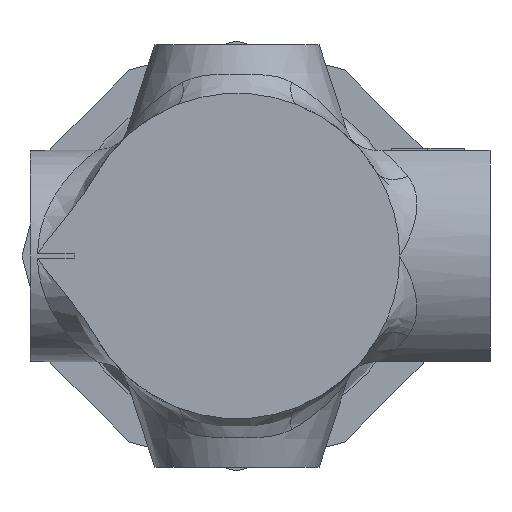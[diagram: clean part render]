
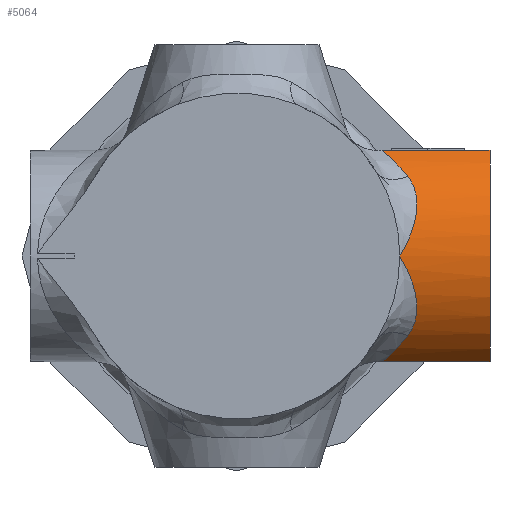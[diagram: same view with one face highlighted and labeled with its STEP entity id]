
A CAD part, front view. The second image highlights one B-rep face of the part: STEP entity #5064.
In plain terms, the highlighted cylindrical face has radius 11.3 mm (diameter 22.6 mm), a partial arc.
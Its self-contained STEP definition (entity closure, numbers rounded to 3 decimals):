
#75 = CARTESIAN_POINT ( 'NONE',  ( 16.09, -9.002, -3.4 ) ) ;
#126 = CARTESIAN_POINT ( 'NONE',  ( 15.409, -6.966, -7.155 ) ) ;
#135 = VERTEX_POINT ( 'NONE', #2511 ) ;
#150 = EDGE_CURVE ( 'NONE', #7058, #7751, #2407, .T. ) ;
#209 = CARTESIAN_POINT ( 'NONE',  ( 14.759, -9.52, 0.144 ) ) ;
#266 = CARTESIAN_POINT ( 'NONE',  ( 15.971, -7.699, 6.159 ) ) ;
#598 = ORIENTED_EDGE ( 'NONE', *, *, #4386, .T. ) ;
#632 = VERTEX_POINT ( 'NONE', #7093 ) ;
#668 = CARTESIAN_POINT ( 'NONE',  ( 15.835, -9.257, -2.444 ) ) ;
#784 = CARTESIAN_POINT ( 'NONE',  ( 22.8, -4.3, -9.525 ) ) ;
#809 = EDGE_CURVE ( 'NONE', #135, #7058, #2879, .T. ) ;
#889 = CARTESIAN_POINT ( 'NONE',  ( 13.095, -4.3, 9.525 ) ) ;
#905 = ORIENTED_EDGE ( 'NONE', *, *, #6407, .F. ) ;
#1272 = CARTESIAN_POINT ( 'NONE',  ( 15.095, -9.497, -0.74 ) ) ;
#1330 = CARTESIAN_POINT ( 'NONE',  ( 16.188, -8.781, -4.033 ) ) ;
#1475 = CARTESIAN_POINT ( 'NONE',  ( 14.67, -9.52, 0. ) ) ;
#1553 = CARTESIAN_POINT ( 'NONE',  ( 15.856, -9.269, 2.455 ) ) ;
#1751 = ORIENTED_EDGE ( 'NONE', *, *, #809, .T. ) ;
#1798 = ORIENTED_EDGE ( 'NONE', *, *, #3446, .T. ) ;
#1920 = CARTESIAN_POINT ( 'NONE',  ( 15.469, -9.425, -1.5 ) ) ;
#1932 = AXIS2_PLACEMENT_3D ( 'NONE', #7539, #3662, #4981 ) ;
#1950 = CARTESIAN_POINT ( 'NONE',  ( 14.847, -9.517, -0.293 ) ) ;
#1988 = CARTESIAN_POINT ( 'NONE',  ( 13.881, -5.275, 8.847 ) ) ;
#1990 = AXIS2_PLACEMENT_3D ( 'NONE', #2288, #4779, #3594 ) ;
#2114 = CARTESIAN_POINT ( 'NONE',  ( 13.879, -5.273, -8.849 ) ) ;
#2182 = VECTOR ( 'NONE', #7918, 1000. ) ;
#2288 = CARTESIAN_POINT ( 'NONE',  ( 22.8, 1.78, 0. ) ) ;
#2344 = VERTEX_POINT ( 'NONE', #6405 ) ;
#2407 = B_SPLINE_CURVE_WITH_KNOTS ( 'NONE', 3,
 ( #2600, #4496, #1988, #3875, #7102, #3234 ),
 .UNSPECIFIED., .F., .F.,
 ( 4, 2, 4 ),
 ( 0., 0.002, 0.004 ),
 .UNSPECIFIED. ) ;
#2498 = CARTESIAN_POINT ( 'NONE',  ( 15.327, -9.461, -1.193 ) ) ;
#2511 = CARTESIAN_POINT ( 'NONE',  ( 22.8, -4.3, 9.525 ) ) ;
#2600 = CARTESIAN_POINT ( 'NONE',  ( 13.095, -4.3, 9.525 ) ) ;
#2700 = CARTESIAN_POINT ( 'NONE',  ( 15.738, -7.343, -6.676 ) ) ;
#2723 = CARTESIAN_POINT ( 'NONE',  ( 15.734, -7.338, 6.682 ) ) ;
#2727 = CARTESIAN_POINT ( 'NONE',  ( 14.659, -6.162, -8.06 ) ) ;
#2843 = CARTESIAN_POINT ( 'NONE',  ( 15.331, -9.46, 1.201 ) ) ;
#2879 = LINE ( 'NONE', #4192, #3284 ) ;
#2974 = ORIENTED_EDGE ( 'NONE', *, *, #6643, .T. ) ;
#3182 = B_SPLINE_CURVE_WITH_KNOTS ( 'NONE', 3,
 ( #4654, #6665, #2727, #2114, #4621, #6603 ),
 .UNSPECIFIED., .F., .F.,
 ( 4, 2, 4 ),
 ( 0., 0.002, 0.004 ),
 .UNSPECIFIED. ) ;
#3222 = CARTESIAN_POINT ( 'NONE',  ( 15.014, -9.506, -0.591 ) ) ;
#3234 = CARTESIAN_POINT ( 'NONE',  ( 15.409, -6.966, 7.155 ) ) ;
#3284 = VECTOR ( 'NONE', #4170, 1000. ) ;
#3390 = CARTESIAN_POINT ( 'NONE',  ( 16.181, -8.211, 5.29 ) ) ;
#3446 = EDGE_CURVE ( 'NONE', #7641, #2344, #3182, .T. ) ;
#3462 = B_SPLINE_CURVE_WITH_KNOTS ( 'NONE', 3,
 ( #7939, #3469, #2723, #266, #7230, #3390, #4136, #5312, #4106, #5972, #1553, #5285, #2843, #6632, #4028, #7973, #209, #1475 ),
 .UNSPECIFIED., .F., .F.,
 ( 4, 2, 2, 2, 2, 2, 2, 2, 4 ),
 ( 0., 0.001, 0.002, 0.003, 0.004, 0.006, 0.007, 0.008, 0.008 ),
 .UNSPECIFIED. ) ;
#3469 = CARTESIAN_POINT ( 'NONE',  ( 15.587, -7.153, 6.926 ) ) ;
#3549 = CYLINDRICAL_SURFACE ( 'NONE', #1932, 11.3 ) ;
#3594 = DIRECTION ( 'NONE',  ( 0., 0., -1. ) ) ;
#3662 = DIRECTION ( 'NONE',  ( -1., 0., 0. ) ) ;
#3762 = CARTESIAN_POINT ( 'NONE',  ( 15.409, -6.966, -7.155 ) ) ;
#3863 = CARTESIAN_POINT ( 'NONE',  ( 14.759, -9.52, -0.145 ) ) ;
#3875 = CARTESIAN_POINT ( 'NONE',  ( 14.658, -6.162, 8.06 ) ) ;
#4028 = CARTESIAN_POINT ( 'NONE',  ( 15.016, -9.505, 0.593 ) ) ;
#4106 = CARTESIAN_POINT ( 'NONE',  ( 16.19, -8.774, 4.052 ) ) ;
#4136 = CARTESIAN_POINT ( 'NONE',  ( 16.21, -8.365, 4.988 ) ) ;
#4170 = DIRECTION ( 'NONE',  ( -1., 0., 0. ) ) ;
#4192 = CARTESIAN_POINT ( 'NONE',  ( 22.8, -4.3, 9.525 ) ) ;
#4386 = EDGE_CURVE ( 'NONE', #6383, #7641, #6187, .T. ) ;
#4414 = CARTESIAN_POINT ( 'NONE',  ( 15.409, -6.966, 7.155 ) ) ;
#4484 = CARTESIAN_POINT ( 'NONE',  ( 15.722, -9.323, -2.124 ) ) ;
#4496 = CARTESIAN_POINT ( 'NONE',  ( 13.486, -4.804, 9.203 ) ) ;
#4621 = CARTESIAN_POINT ( 'NONE',  ( 13.484, -4.802, -9.204 ) ) ;
#4654 = CARTESIAN_POINT ( 'NONE',  ( 15.409, -6.966, -7.155 ) ) ;
#4779 = DIRECTION ( 'NONE',  ( 1., 0., 0. ) ) ;
#4788 = LINE ( 'NONE', #784, #2182 ) ;
#4981 = DIRECTION ( 'NONE',  ( 0., 0., 1. ) ) ;
#5064 = ADVANCED_FACE ( 'NONE', ( #5945 ), #3549, .T. ) ;
#5285 = CARTESIAN_POINT ( 'NONE',  ( 15.474, -9.423, 1.511 ) ) ;
#5312 = CARTESIAN_POINT ( 'NONE',  ( 16.215, -8.646, 4.37 ) ) ;
#5725 = CARTESIAN_POINT ( 'NONE',  ( 14.67, -9.52, 0. ) ) ;
#5746 = EDGE_LOOP ( 'NONE', ( #598, #1798, #8010, #905, #1751, #6784, #2974 ) ) ;
#5945 = FACE_OUTER_BOUND ( 'NONE', #5746, .T. ) ;
#5972 = CARTESIAN_POINT ( 'NONE',  ( 16.044, -9.111, 3.089 ) ) ;
#5979 = CARTESIAN_POINT ( 'NONE',  ( 15.975, -7.706, -6.149 ) ) ;
#6187 = B_SPLINE_CURVE_WITH_KNOTS ( 'NONE', 3,
 ( #5725, #3863, #1950, #3222, #1272, #2498, #1920, #4484, #668, #7740, #75, #1330, #6473, #6979, #7117, #6553, #5979, #2700, #7850, #126 ),
 .UNSPECIFIED., .F., .F.,
 ( 4, 2, 2, 2, 2, 2, 2, 2, 2, 4 ),
 ( 0., 0., 0.001, 0.002, 0.003, 0.004, 0.005, 0.006, 0.007, 0.008 ),
 .UNSPECIFIED. ) ;
#6313 = EDGE_CURVE ( 'NONE', #632, #2344, #4788, .T. ) ;
#6383 = VERTEX_POINT ( 'NONE', #8067 ) ;
#6405 = CARTESIAN_POINT ( 'NONE',  ( 13.095, -4.3, -9.525 ) ) ;
#6407 = EDGE_CURVE ( 'NONE', #135, #632, #6647, .T. ) ;
#6473 = CARTESIAN_POINT ( 'NONE',  ( 16.214, -8.656, -4.348 ) ) ;
#6553 = CARTESIAN_POINT ( 'NONE',  ( 16.063, -7.881, -5.871 ) ) ;
#6603 = CARTESIAN_POINT ( 'NONE',  ( 13.095, -4.3, -9.525 ) ) ;
#6632 = CARTESIAN_POINT ( 'NONE',  ( 15.097, -9.496, 0.744 ) ) ;
#6643 = EDGE_CURVE ( 'NONE', #7751, #6383, #3462, .T. ) ;
#6647 = CIRCLE ( 'NONE', #1990, 11.3 ) ;
#6665 = CARTESIAN_POINT ( 'NONE',  ( 15.043, -6.579, -7.628 ) ) ;
#6784 = ORIENTED_EDGE ( 'NONE', *, *, #150, .T. ) ;
#6979 = CARTESIAN_POINT ( 'NONE',  ( 16.211, -8.371, -4.977 ) ) ;
#7058 = VERTEX_POINT ( 'NONE', #889 ) ;
#7093 = CARTESIAN_POINT ( 'NONE',  ( 22.8, -4.3, -9.525 ) ) ;
#7102 = CARTESIAN_POINT ( 'NONE',  ( 15.041, -6.577, 7.63 ) ) ;
#7117 = CARTESIAN_POINT ( 'NONE',  ( 16.181, -8.213, -5.286 ) ) ;
#7230 = CARTESIAN_POINT ( 'NONE',  ( 16.06, -7.875, 5.88 ) ) ;
#7539 = CARTESIAN_POINT ( 'NONE',  ( 22.8, 1.78, 0. ) ) ;
#7641 = VERTEX_POINT ( 'NONE', #3762 ) ;
#7740 = CARTESIAN_POINT ( 'NONE',  ( 16.018, -9.097, -3.082 ) ) ;
#7751 = VERTEX_POINT ( 'NONE', #4414 ) ;
#7850 = CARTESIAN_POINT ( 'NONE',  ( 15.587, -7.154, -6.926 ) ) ;
#7918 = DIRECTION ( 'NONE',  ( -1., 0., 0. ) ) ;
#7939 = CARTESIAN_POINT ( 'NONE',  ( 15.409, -6.966, 7.155 ) ) ;
#7973 = CARTESIAN_POINT ( 'NONE',  ( 14.847, -9.517, 0.294 ) ) ;
#8010 = ORIENTED_EDGE ( 'NONE', *, *, #6313, .F. ) ;
#8067 = CARTESIAN_POINT ( 'NONE',  ( 14.67, -9.52, 0. ) ) ;
